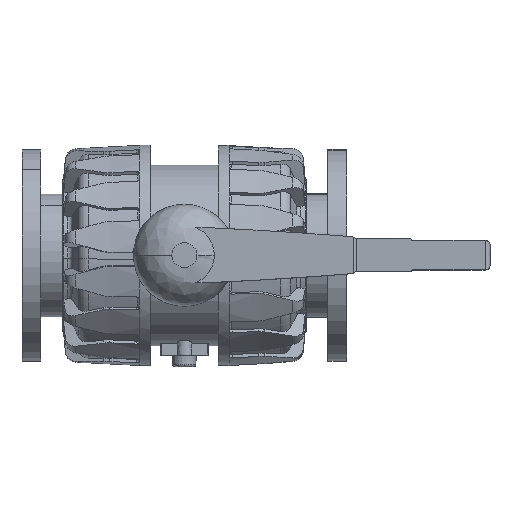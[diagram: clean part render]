
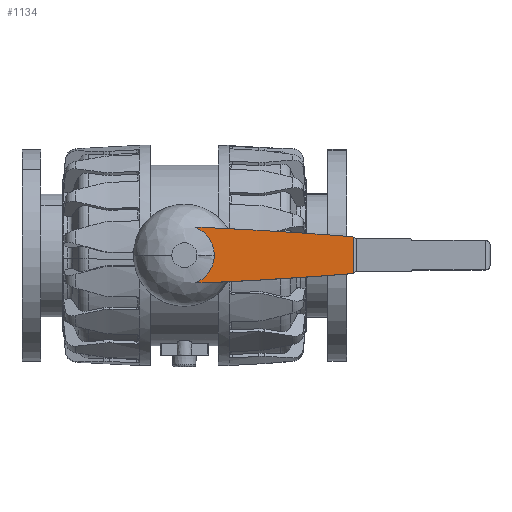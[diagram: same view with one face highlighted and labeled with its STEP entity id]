
A CAD part, top view. The second image highlights one B-rep face of the part: STEP entity #1134.
In plain terms, the highlighted planar face has unit normal (0, 0, 1).
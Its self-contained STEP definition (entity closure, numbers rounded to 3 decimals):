
#1134=ADVANCED_FACE('',(#3172),#3173,.T.);
#3172=FACE_OUTER_BOUND('',#6284,.T.);
#3173=PLANE('',#6285);
#6284=EDGE_LOOP('',(#9754,#9755,#9756,#9757,#9758,#9759,#9760,#9761,#9762));
#6285=AXIS2_PLACEMENT_3D('',#9763,#9764,#9765);
#9754=ORIENTED_EDGE('',*,*,#18772,.F.);
#9755=ORIENTED_EDGE('',*,*,#18780,.F.);
#9756=ORIENTED_EDGE('',*,*,#18785,.T.);
#9757=ORIENTED_EDGE('',*,*,#18831,.T.);
#9758=ORIENTED_EDGE('',*,*,#18864,.F.);
#9759=ORIENTED_EDGE('',*,*,#18815,.T.);
#9760=ORIENTED_EDGE('',*,*,#18805,.T.);
#9761=ORIENTED_EDGE('',*,*,#18790,.T.);
#9762=ORIENTED_EDGE('',*,*,#18758,.F.);
#9763=CARTESIAN_POINT('',(11.793,33.0,53.5));
#9764=DIRECTION('',(0.0,0.0,1.0));
#9765=DIRECTION('',(1.0,-0.0,0.0));
#18758=EDGE_CURVE('',#22448,#22450,#22451,.T.);
#18772=EDGE_CURVE('',#22472,#22448,#22474,.T.);
#18780=EDGE_CURVE('',#22482,#22472,#22484,.T.);
#18785=EDGE_CURVE('',#22482,#22490,#22492,.T.);
#18790=EDGE_CURVE('',#22498,#22450,#22499,.T.);
#18805=EDGE_CURVE('',#22523,#22498,#22524,.T.);
#18815=EDGE_CURVE('',#22539,#22523,#22540,.T.);
#18831=EDGE_CURVE('',#22490,#22562,#22564,.T.);
#18864=EDGE_CURVE('',#22539,#22562,#22613,.T.);
#22448=VERTEX_POINT('',#27899);
#22450=VERTEX_POINT('',#27910);
#22451=CIRCLE('',#27911,32.295);
#22472=VERTEX_POINT('',#27956);
#22474=CIRCLE('',#27961,32.295);
#22482=VERTEX_POINT('',#27970);
#22484=LINE('',#27973,#27974);
#22490=VERTEX_POINT('',#27987);
#22492=CIRCLE('',#27990,4640.612);
#22498=VERTEX_POINT('',#27997);
#22499=LINE('',#27998,#27999);
#22523=VERTEX_POINT('',#28040);
#22524=CIRCLE('',#28041,4640.612);
#22539=VERTEX_POINT('',#28086);
#22540=CIRCLE('',#28087,5.0);
#22562=VERTEX_POINT('',#28136);
#22564=CIRCLE('',#28145,5.0);
#22613=LINE('',#28237,#28238);
#27899=CARTESIAN_POINT('',(32.295,0.,53.5));
#27910=CARTESIAN_POINT('',(11.941,30.006,53.5));
#27911=AXIS2_PLACEMENT_3D('',#42772,#42773,#42774);
#27956=CARTESIAN_POINT('',(11.941,-30.006,53.5));
#27961=AXIS2_PLACEMENT_3D('',#42790,#42791,#42792);
#27970=CARTESIAN_POINT('',(19.094,-30.006,53.5));
#27973=CARTESIAN_POINT('',(19.094,-30.006,53.5));
#27974=VECTOR('',#42804,7.153);
#27987=CARTESIAN_POINT('',(180.535,-20.,53.5));
#27990=AXIS2_PLACEMENT_3D('',#42809,#42810,#42811);
#27997=CARTESIAN_POINT('',(19.094,30.006,53.5));
#27998=CARTESIAN_POINT('',(19.094,30.006,53.5));
#27999=VECTOR('',#42816,7.153);
#28040=CARTESIAN_POINT('',(180.535,20.,53.5));
#28041=AXIS2_PLACEMENT_3D('',#42834,#42835,#42836);
#28086=CARTESIAN_POINT('',(182.535,19.583,53.5));
#28087=AXIS2_PLACEMENT_3D('',#42842,#42843,#42844);
#28136=CARTESIAN_POINT('',(182.535,-19.583,53.5));
#28145=AXIS2_PLACEMENT_3D('',#42861,#42862,#42863);
#28237=CARTESIAN_POINT('',(182.535,19.583,53.5));
#28238=VECTOR('',#42901,39.165);
#42772=CARTESIAN_POINT('',(0.0,0.,53.5));
#42773=DIRECTION('',(0.0,0.0,1.0));
#42774=DIRECTION('',(-1.0,0.0,0.0));
#42790=CARTESIAN_POINT('',(0.0,0.,53.5));
#42791=DIRECTION('',(0.0,0.0,1.0));
#42792=DIRECTION('',(-1.0,0.0,0.0));
#42804=DIRECTION('',(-1.0,0.0,0.0));
#42809=CARTESIAN_POINT('',(-187.215,4606.017,53.5));
#42810=DIRECTION('',(0.0,0.0,1.0));
#42811=DIRECTION('',(1.0,0.0,0.0));
#42816=DIRECTION('',(-1.0,0.0,0.0));
#42834=CARTESIAN_POINT('',(-187.215,-4606.017,53.5));
#42835=DIRECTION('',(0.0,0.0,1.0));
#42836=DIRECTION('',(1.0,0.0,0.0));
#42842=CARTESIAN_POINT('',(180.535,15.0,53.5));
#42843=DIRECTION('',(0.0,0.0,1.0));
#42844=DIRECTION('',(1.0,0.0,0.0));
#42861=CARTESIAN_POINT('',(180.535,-15.0,53.5));
#42862=DIRECTION('',(0.0,0.0,1.0));
#42863=DIRECTION('',(1.0,0.0,0.0));
#42901=DIRECTION('',(0.0,-1.0,0.0));
